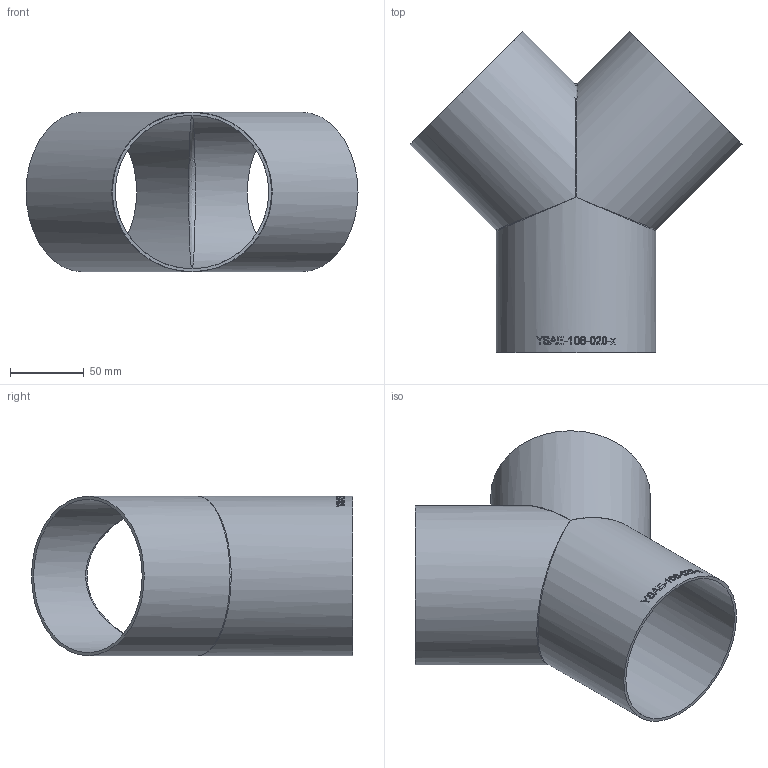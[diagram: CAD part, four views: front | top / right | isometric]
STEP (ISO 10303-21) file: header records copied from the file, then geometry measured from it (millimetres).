
FILE_DESCRIPTION (( 'STEP AP214' ), '1' );
FILE_NAME ('YSAE-108-020-x Y-Stück 2005.STEP', '2020-05-27T09:41:33', ( '' ), ( '' ), 'SwSTEP 2.0', 'SolidWorks 2019', '' );
FILE_SCHEMA (( 'AUTOMOTIVE_DESIGN' ));
Length unit declared in the file: millimetre
Products named in the file (1): YSAE-108-020-x Y-Stück 2005
Bounding box: 224.86 x 217.43 x 108 mm (x, y, z)
Volume: 168442.1 mm3; surface area: 170554.6 mm2
Topology: 1 solids, 1 shells, 180 faces, 478 edges, 306 vertices
Faces by surface type: bspline 103, plane 51, cylinder 26
Full cylindrical faces by diameter (mm): 104 x3, 108 x3
Entity records: 24507 total; most frequent: CARTESIAN_POINT 19282, ORIENTED_EDGE 906, EDGE_CURVE 453, DIRECTION 355, B_SPLINE_CURVE_WITH_KNOTS 308, VERTEX_POINT 300, EDGE_LOOP 209, FACE_OUTER_BOUND 186
